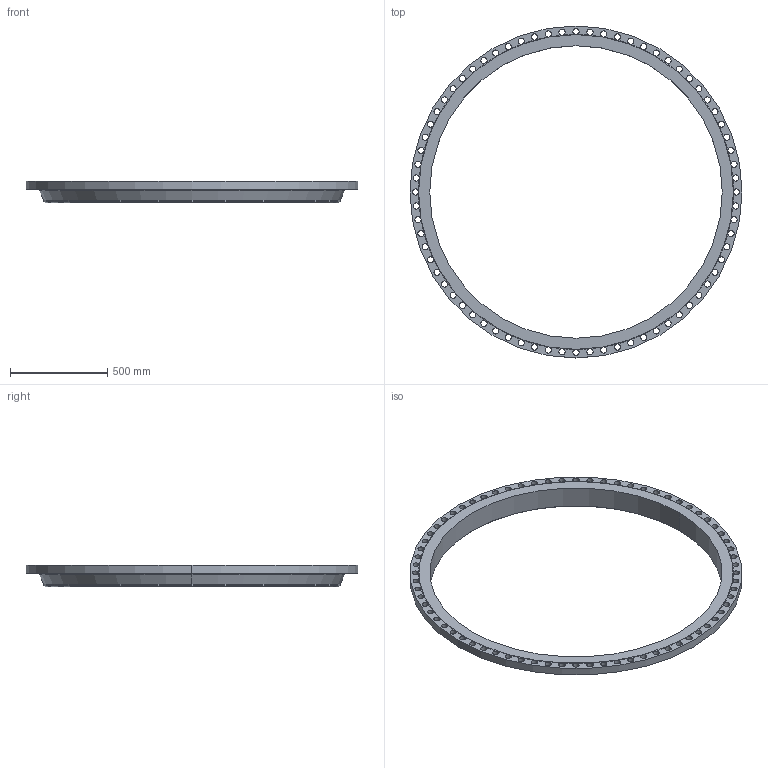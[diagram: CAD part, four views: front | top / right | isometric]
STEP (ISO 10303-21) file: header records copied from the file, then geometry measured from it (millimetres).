
FILE_DESCRIPTION (( 'STEP AP203' ), '1' );
FILE_NAME ('60_CL75_B161_RF_WNF_OB_STD.STEP', '2024-01-18T09:54:04', ( '' ), ( '' ), 'SwSTEP 2.0', 'SolidWorks 2023', '' );
FILE_SCHEMA (( 'CONFIG_CONTROL_DESIGN' ));
Length unit declared in the file: inch
Products named in the file (1): 60_CL75_B161_RF_WNF_OB_STD
Bounding box: 1708.15 x 1708.15 x 112.71 mm (x, y, z)
Volume: 25880279.3 mm3; surface area: 2183516.2 mm2
Topology: 1 solids, 1 shells, 162 faces, 608 edges, 378 vertices
Faces by surface type: cylinder 152, cone 4, plane 4, torus 2
Entity records: 6999 total; most frequent: DIRECTION 1386, ORIENTED_EDGE 1216, CARTESIAN_POINT 1149, AXIS2_PLACEMENT_3D 615, EDGE_CURVE 608, CIRCLE 452, VERTEX_POINT 378, EDGE_LOOP 238
